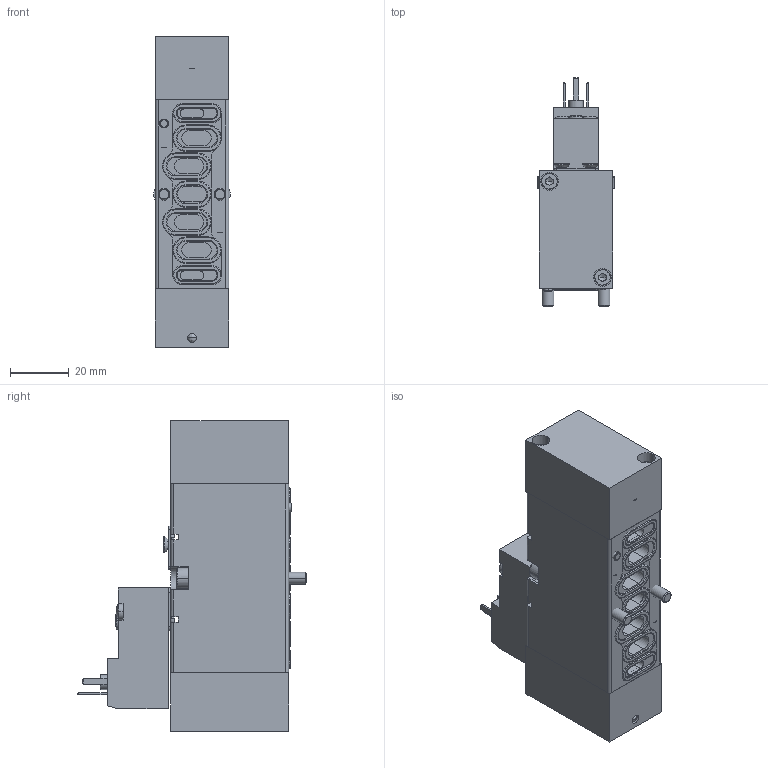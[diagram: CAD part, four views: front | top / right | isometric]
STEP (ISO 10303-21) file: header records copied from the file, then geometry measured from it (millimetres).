
FILE_DESCRIPTION (( 'STEP AP214' ), '1' );
FILE_NAME ('05_185_4.STEP', '2016-03-01T07:34:02', ( '' ), ( '' ), 'SwSTEP 2.0', 'SolidWorks 2016', '' );
FILE_SCHEMA (( 'AUTOMOTIVE_DESIGN' ));
Length unit declared in the file: millimetre
Products named in the file (1): 05_185_4
Bounding box: 26 x 77.6 x 105.5 mm (x, y, z)
Volume: 114625.9 mm3; surface area: 34387.2 mm2
Topology: 37 solids, 37 shells, 923 faces, 2237 edges, 1348 vertices
Faces by surface type: plane 416, cylinder 263, bspline 170, cone 74
Entity records: 33590 total; most frequent: CARTESIAN_POINT 12495, ORIENTED_EDGE 4334, DIRECTION 4228, EDGE_CURVE 2167, AXIS2_PLACEMENT_3D 1581, VERTEX_POINT 1348, LINE 1066, VECTOR 1066
